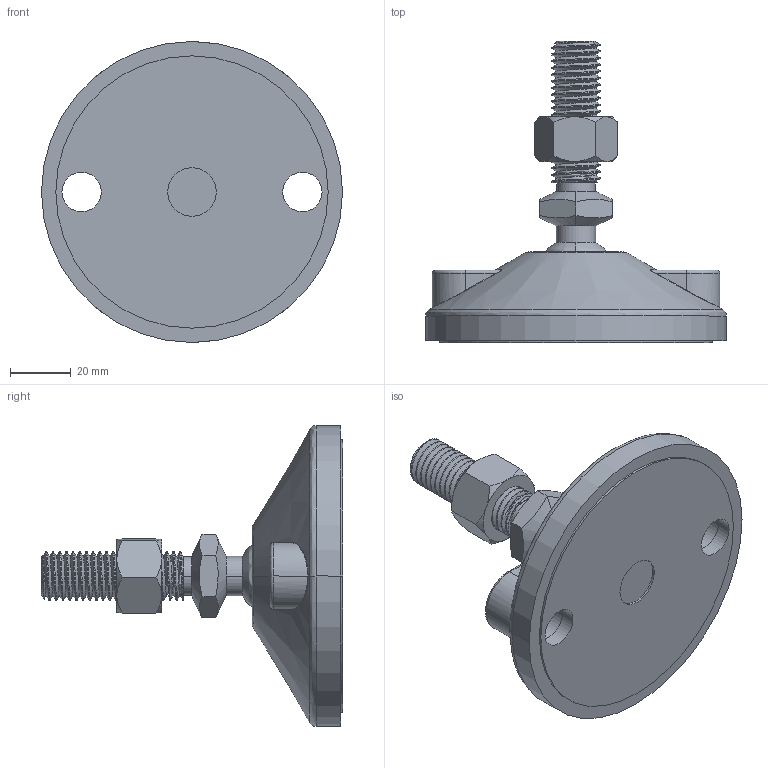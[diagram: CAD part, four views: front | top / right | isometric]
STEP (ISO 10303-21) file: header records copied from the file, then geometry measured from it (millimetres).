
FILE_DESCRIPTION (( 'STEP AP214' ), '1' );
FILE_NAME ('6.04.SPAF100 Foot.STEP', '2025-06-12T21:06:49', ( '' ), ( '' ), 'SwSTEP 2.0', 'SolidWorks 2023', '' );
FILE_SCHEMA (( 'AUTOMOTIVE_DESIGN' ));
Length unit declared in the file: millimetre
Products named in the file (1): 6.04.SPAF100 Foot
Bounding box: 99.5 x 99.7 x 99.5 mm (x, y, z)
Volume: 115941.8 mm3; surface area: 57756.5 mm2
Topology: 4 solids, 4 shells, 228 faces, 614 edges, 394 vertices
Faces by surface type: cylinder 86, plane 54, bspline 50, cone 38
Entity records: 13251 total; most frequent: CARTESIAN_POINT 6325, ORIENTED_EDGE 1220, DIRECTION 904, EDGE_CURVE 610, VERTEX_POINT 394, AXIS2_PLACEMENT_3D 358, EDGE_LOOP 244, ADVANCED_FACE 228
